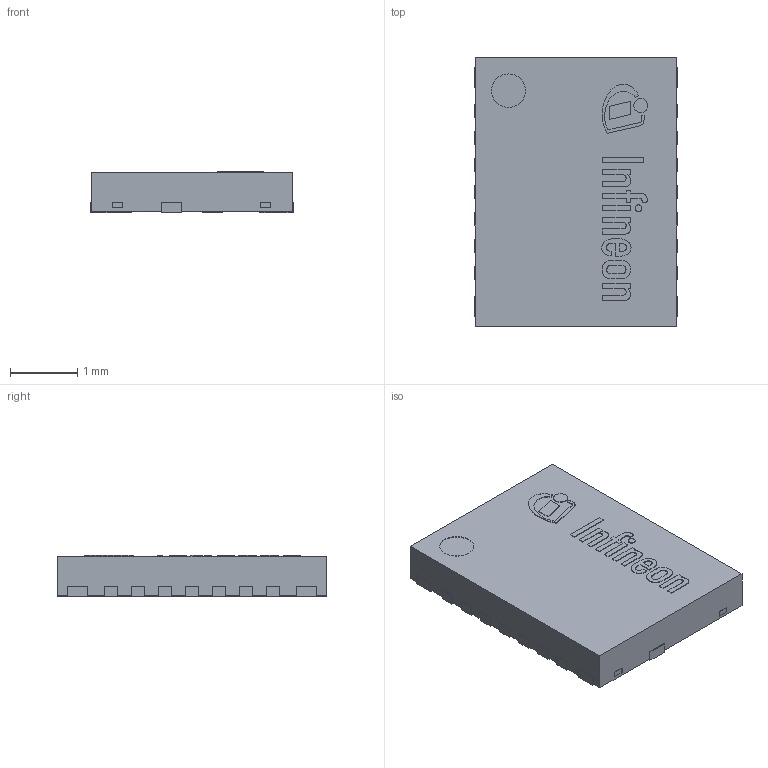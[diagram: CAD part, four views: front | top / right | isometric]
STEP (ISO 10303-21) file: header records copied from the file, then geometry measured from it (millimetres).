
FILE_DESCRIPTION(/* description */ (''),/* implementation_level */ '2;1');
FILE_NAME(/* name */ 'PG-TSNP-21-1_Z8B00198680_V02_3D.stp',/* time_stamp */ '2020-12-24T16:36:05+05:00',/* author */ ('janartha'),/* organization */ (''),/* preprocessor_version */ 'ST-DEVELOPER v16.13',/* originating_system */ 'AutoCAD Mechanical',/* authorisation */ '');
FILE_SCHEMA (('AUTOMOTIVE_DESIGN { 1 0 10303 214 3 1 1 }'));
Length unit declared in the file: millimetre
Products named in the file (1): Product
Bounding box: 3 x 4 x 0.61 mm (x, y, z)
Volume: 7 mm3; surface area: 50.7 mm2
Topology: 32 solids, 32 shells, 400 faces, 1005 edges, 670 vertices
Faces by surface type: plane 322, cylinder 60, bspline 18
Full cylindrical faces by diameter (mm): 0.101 x1, 0.208 x1, 0.5 x2
Entity records: 12035 total; most frequent: CARTESIAN_POINT 2446, ORIENTED_EDGE 2006, DIRECTION 1853, EDGE_CURVE 1003, LINE 847, VECTOR 847, VERTEX_POINT 672, AXIS2_PLACEMENT_3D 503
